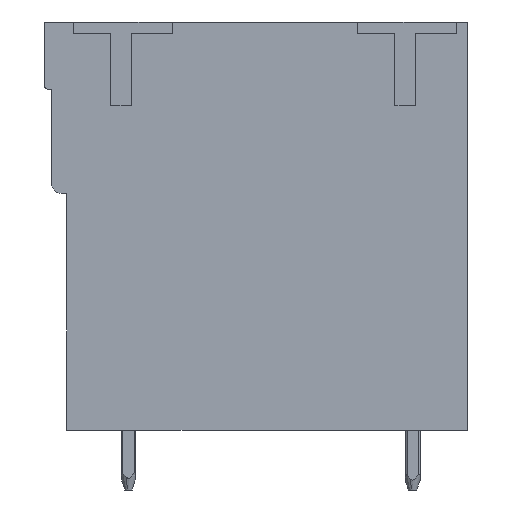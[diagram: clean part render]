
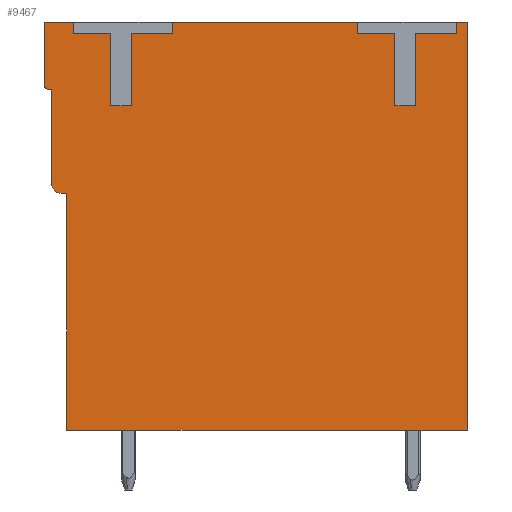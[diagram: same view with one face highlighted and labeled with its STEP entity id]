
A CAD part, left-side view. The second image highlights one B-rep face of the part: STEP entity #9467.
In plain terms, the highlighted planar face has unit normal (-1, 0, 0).
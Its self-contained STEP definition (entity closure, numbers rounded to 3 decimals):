
#9366=AXIS2_PLACEMENT_3D('Plane Axis2P3D',#9363,#9364,#9365) ;
#9380=AXIS2_PLACEMENT_3D('Circle Axis2P3D',#9378,#9379,$) ;
#9401=AXIS2_PLACEMENT_3D('Circle Axis2P3D',#9399,#9400,$) ;
#8656=CARTESIAN_POINT('Vertex',(0.3,5.9,24.5)) ;
#8661=CARTESIAN_POINT('Line Origine',(0.3,4.9,24.5)) ;
#8665=CARTESIAN_POINT('Vertex',(0.3,3.9,24.5)) ;
#8755=CARTESIAN_POINT('Line Origine',(0.3,3.9,22.55)) ;
#8759=CARTESIAN_POINT('Vertex',(0.3,3.9,20.6)) ;
#8783=CARTESIAN_POINT('Vertex',(0.3,5.9,25.1)) ;
#8786=CARTESIAN_POINT('Line Origine',(0.3,5.9,24.8)) ;
#8803=CARTESIAN_POINT('Line Origine',(0.3,3.35,20.6)) ;
#8807=CARTESIAN_POINT('Vertex',(0.3,2.8,20.6)) ;
#8827=CARTESIAN_POINT('Line Origine',(0.3,2.8,22.55)) ;
#8831=CARTESIAN_POINT('Vertex',(0.3,2.8,24.5)) ;
#8846=CARTESIAN_POINT('Line Origine',(0.3,1.7,24.5)) ;
#8850=CARTESIAN_POINT('Vertex',(0.3,0.6,24.5)) ;
#8870=CARTESIAN_POINT('Line Origine',(0.3,0.6,24.8)) ;
#8874=CARTESIAN_POINT('Vertex',(0.3,0.6,25.1)) ;
#8893=CARTESIAN_POINT('Vertex',(0.3,21.14,24.5)) ;
#8898=CARTESIAN_POINT('Line Origine',(0.3,20.14,24.5)) ;
#8902=CARTESIAN_POINT('Vertex',(0.3,19.14,24.5)) ;
#8987=CARTESIAN_POINT('Line Origine',(0.3,19.14,22.55)) ;
#8991=CARTESIAN_POINT('Vertex',(0.3,19.14,20.6)) ;
#9015=CARTESIAN_POINT('Vertex',(0.3,21.14,25.1)) ;
#9018=CARTESIAN_POINT('Line Origine',(0.3,21.14,24.8)) ;
#9030=CARTESIAN_POINT('Line Origine',(0.3,18.59,20.6)) ;
#9034=CARTESIAN_POINT('Vertex',(0.3,18.04,20.6)) ;
#9054=CARTESIAN_POINT('Line Origine',(0.3,18.04,22.55)) ;
#9058=CARTESIAN_POINT('Vertex',(0.3,18.04,24.5)) ;
#9073=CARTESIAN_POINT('Line Origine',(0.3,16.94,24.5)) ;
#9077=CARTESIAN_POINT('Vertex',(0.3,15.84,24.5)) ;
#9097=CARTESIAN_POINT('Line Origine',(0.3,15.84,24.8)) ;
#9101=CARTESIAN_POINT('Vertex',(0.3,15.84,25.1)) ;
#9341=CARTESIAN_POINT('Vertex',(0.3,22.7,21.7)) ;
#9344=CARTESIAN_POINT('Line Origine',(0.3,22.7,23.4)) ;
#9348=CARTESIAN_POINT('Vertex',(0.3,22.7,25.1)) ;
#9363=CARTESIAN_POINT('Axis2P3D Location',(0.3,0.,0.)) ;
#9368=CARTESIAN_POINT('Line Origine',(0.3,10.87,25.1)) ;
#9373=CARTESIAN_POINT('Line Origine',(0.3,21.92,25.1)) ;
#9378=CARTESIAN_POINT('Axis2P3D Location',(0.3,22.5,21.7)) ;
#9382=CARTESIAN_POINT('Vertex',(0.3,22.5,21.5)) ;
#9385=CARTESIAN_POINT('Line Origine',(0.3,22.4,21.5)) ;
#9389=CARTESIAN_POINT('Vertex',(0.3,22.3,21.5)) ;
#9392=CARTESIAN_POINT('Line Origine',(0.3,22.3,18.95)) ;
#9396=CARTESIAN_POINT('Vertex',(0.3,22.3,16.4)) ;
#9399=CARTESIAN_POINT('Axis2P3D Location',(0.3,21.8,16.4)) ;
#9403=CARTESIAN_POINT('Vertex',(0.3,21.8,15.9)) ;
#9406=CARTESIAN_POINT('Line Origine',(0.3,21.65,15.9)) ;
#9410=CARTESIAN_POINT('Vertex',(0.3,21.5,15.9)) ;
#9413=CARTESIAN_POINT('Line Origine',(0.3,21.5,9.55)) ;
#9417=CARTESIAN_POINT('Vertex',(0.3,21.5,3.2)) ;
#9420=CARTESIAN_POINT('Line Origine',(0.3,10.75,3.2)) ;
#9424=CARTESIAN_POINT('Vertex',(0.3,0.,3.2)) ;
#9427=CARTESIAN_POINT('Line Origine',(0.3,0.,14.15)) ;
#9431=CARTESIAN_POINT('Vertex',(0.3,0.,25.1)) ;
#9434=CARTESIAN_POINT('Line Origine',(0.3,0.3,25.1)) ;
#8662=DIRECTION('Vector Direction',(0.,1.,0.)) ;
#8756=DIRECTION('Vector Direction',(0.,0.,1.)) ;
#8787=DIRECTION('Vector Direction',(0.,0.,1.)) ;
#8804=DIRECTION('Vector Direction',(0.,1.,0.)) ;
#8828=DIRECTION('Vector Direction',(0.,0.,-1.)) ;
#8847=DIRECTION('Vector Direction',(0.,1.,0.)) ;
#8871=DIRECTION('Vector Direction',(0.,0.,-1.)) ;
#8899=DIRECTION('Vector Direction',(0.,1.,0.)) ;
#8988=DIRECTION('Vector Direction',(0.,0.,1.)) ;
#9019=DIRECTION('Vector Direction',(0.,0.,1.)) ;
#9031=DIRECTION('Vector Direction',(0.,1.,0.)) ;
#9055=DIRECTION('Vector Direction',(0.,0.,-1.)) ;
#9074=DIRECTION('Vector Direction',(0.,1.,0.)) ;
#9098=DIRECTION('Vector Direction',(0.,0.,-1.)) ;
#9345=DIRECTION('Vector Direction',(0.,0.,1.)) ;
#9364=DIRECTION('Axis2P3D Direction',(-1.,0.,0.)) ;
#9365=DIRECTION('Axis2P3D XDirection',(0.,0.,1.)) ;
#9369=DIRECTION('Vector Direction',(0.,-1.,0.)) ;
#9374=DIRECTION('Vector Direction',(0.,-1.,0.)) ;
#9379=DIRECTION('Axis2P3D Direction',(-1.,0.,0.)) ;
#9386=DIRECTION('Vector Direction',(0.,1.,0.)) ;
#9393=DIRECTION('Vector Direction',(0.,0.,1.)) ;
#9400=DIRECTION('Axis2P3D Direction',(-1.,0.,0.)) ;
#9407=DIRECTION('Vector Direction',(0.,1.,0.)) ;
#9414=DIRECTION('Vector Direction',(0.,0.,1.)) ;
#9421=DIRECTION('Vector Direction',(0.,1.,0.)) ;
#9428=DIRECTION('Vector Direction',(0.,0.,-1.)) ;
#9435=DIRECTION('Vector Direction',(0.,-1.,0.)) ;
#8663=VECTOR('Line Direction',#8662,1.) ;
#8757=VECTOR('Line Direction',#8756,1.) ;
#8788=VECTOR('Line Direction',#8787,1.) ;
#8805=VECTOR('Line Direction',#8804,1.) ;
#8829=VECTOR('Line Direction',#8828,1.) ;
#8848=VECTOR('Line Direction',#8847,1.) ;
#8872=VECTOR('Line Direction',#8871,1.) ;
#8900=VECTOR('Line Direction',#8899,1.) ;
#8989=VECTOR('Line Direction',#8988,1.) ;
#9020=VECTOR('Line Direction',#9019,1.) ;
#9032=VECTOR('Line Direction',#9031,1.) ;
#9056=VECTOR('Line Direction',#9055,1.) ;
#9075=VECTOR('Line Direction',#9074,1.) ;
#9099=VECTOR('Line Direction',#9098,1.) ;
#9346=VECTOR('Line Direction',#9345,1.) ;
#9370=VECTOR('Line Direction',#9369,1.) ;
#9375=VECTOR('Line Direction',#9374,1.) ;
#9387=VECTOR('Line Direction',#9386,1.) ;
#9394=VECTOR('Line Direction',#9393,1.) ;
#9408=VECTOR('Line Direction',#9407,1.) ;
#9415=VECTOR('Line Direction',#9414,1.) ;
#9422=VECTOR('Line Direction',#9421,1.) ;
#9429=VECTOR('Line Direction',#9428,1.) ;
#9436=VECTOR('Line Direction',#9435,1.) ;
#9440=ORIENTED_EDGE('',*,*,#9372,.T.) ;
#9441=ORIENTED_EDGE('',*,*,#9103,.F.) ;
#9442=ORIENTED_EDGE('',*,*,#9079,.F.) ;
#9443=ORIENTED_EDGE('',*,*,#9060,.F.) ;
#9444=ORIENTED_EDGE('',*,*,#9036,.F.) ;
#9445=ORIENTED_EDGE('',*,*,#8993,.F.) ;
#9446=ORIENTED_EDGE('',*,*,#8904,.F.) ;
#9447=ORIENTED_EDGE('',*,*,#9022,.F.) ;
#9448=ORIENTED_EDGE('',*,*,#9377,.T.) ;
#9449=ORIENTED_EDGE('',*,*,#9350,.T.) ;
#9450=ORIENTED_EDGE('',*,*,#9384,.T.) ;
#9451=ORIENTED_EDGE('',*,*,#9391,.T.) ;
#9452=ORIENTED_EDGE('',*,*,#9398,.T.) ;
#9453=ORIENTED_EDGE('',*,*,#9405,.T.) ;
#9454=ORIENTED_EDGE('',*,*,#9412,.T.) ;
#9455=ORIENTED_EDGE('',*,*,#9419,.T.) ;
#9456=ORIENTED_EDGE('',*,*,#9426,.T.) ;
#9457=ORIENTED_EDGE('',*,*,#9433,.T.) ;
#9458=ORIENTED_EDGE('',*,*,#9438,.T.) ;
#9459=ORIENTED_EDGE('',*,*,#8876,.F.) ;
#9460=ORIENTED_EDGE('',*,*,#8852,.F.) ;
#9461=ORIENTED_EDGE('',*,*,#8833,.F.) ;
#9462=ORIENTED_EDGE('',*,*,#8809,.F.) ;
#9463=ORIENTED_EDGE('',*,*,#8761,.F.) ;
#9464=ORIENTED_EDGE('',*,*,#8667,.F.) ;
#9465=ORIENTED_EDGE('',*,*,#8790,.F.) ;
#9467=ADVANCED_FACE('HOUSING',(#9466),#9367,.T.) ;
#9381=CIRCLE('generated circle',#9380,0.2) ;
#9402=CIRCLE('generated circle',#9401,0.5) ;
#8667=EDGE_CURVE('',#8657,#8666,#8664,.F.) ;
#8761=EDGE_CURVE('',#8666,#8760,#8758,.F.) ;
#8790=EDGE_CURVE('',#8784,#8657,#8789,.F.) ;
#8809=EDGE_CURVE('',#8760,#8808,#8806,.F.) ;
#8833=EDGE_CURVE('',#8808,#8832,#8830,.F.) ;
#8852=EDGE_CURVE('',#8832,#8851,#8849,.F.) ;
#8876=EDGE_CURVE('',#8851,#8875,#8873,.F.) ;
#8904=EDGE_CURVE('',#8894,#8903,#8901,.F.) ;
#8993=EDGE_CURVE('',#8903,#8992,#8990,.F.) ;
#9022=EDGE_CURVE('',#9016,#8894,#9021,.F.) ;
#9036=EDGE_CURVE('',#8992,#9035,#9033,.F.) ;
#9060=EDGE_CURVE('',#9035,#9059,#9057,.F.) ;
#9079=EDGE_CURVE('',#9059,#9078,#9076,.F.) ;
#9103=EDGE_CURVE('',#9078,#9102,#9100,.F.) ;
#9350=EDGE_CURVE('',#9349,#9342,#9347,.F.) ;
#9372=EDGE_CURVE('',#8784,#9102,#9371,.F.) ;
#9377=EDGE_CURVE('',#9016,#9349,#9376,.F.) ;
#9384=EDGE_CURVE('',#9342,#9383,#9381,.T.) ;
#9391=EDGE_CURVE('',#9383,#9390,#9388,.F.) ;
#9398=EDGE_CURVE('',#9390,#9397,#9395,.F.) ;
#9405=EDGE_CURVE('',#9397,#9404,#9402,.T.) ;
#9412=EDGE_CURVE('',#9404,#9411,#9409,.F.) ;
#9419=EDGE_CURVE('',#9411,#9418,#9416,.F.) ;
#9426=EDGE_CURVE('',#9418,#9425,#9423,.F.) ;
#9433=EDGE_CURVE('',#9425,#9432,#9430,.F.) ;
#9438=EDGE_CURVE('',#9432,#8875,#9437,.F.) ;
#9439=EDGE_LOOP('',(#9440,#9441,#9442,#9443,#9444,#9445,#9446,#9447,#9448,#9449,#9450,#9451,#9452,#9453,#9454,#9455,#9456,#9457,#9458,#9459,#9460,#9461,#9462,#9463,#9464,#9465)) ;
#9466=FACE_OUTER_BOUND('',#9439,.T.) ;
#8664=LINE('Line',#8661,#8663) ;
#8758=LINE('Line',#8755,#8757) ;
#8789=LINE('Line',#8786,#8788) ;
#8806=LINE('Line',#8803,#8805) ;
#8830=LINE('Line',#8827,#8829) ;
#8849=LINE('Line',#8846,#8848) ;
#8873=LINE('Line',#8870,#8872) ;
#8901=LINE('Line',#8898,#8900) ;
#8990=LINE('Line',#8987,#8989) ;
#9021=LINE('Line',#9018,#9020) ;
#9033=LINE('Line',#9030,#9032) ;
#9057=LINE('Line',#9054,#9056) ;
#9076=LINE('Line',#9073,#9075) ;
#9100=LINE('Line',#9097,#9099) ;
#9347=LINE('Line',#9344,#9346) ;
#9371=LINE('Line',#9368,#9370) ;
#9376=LINE('Line',#9373,#9375) ;
#9388=LINE('Line',#9385,#9387) ;
#9395=LINE('Line',#9392,#9394) ;
#9409=LINE('Line',#9406,#9408) ;
#9416=LINE('Line',#9413,#9415) ;
#9423=LINE('Line',#9420,#9422) ;
#9430=LINE('Line',#9427,#9429) ;
#9437=LINE('Line',#9434,#9436) ;
#9367=PLANE('',#9366) ;
#8657=VERTEX_POINT('',#8656) ;
#8666=VERTEX_POINT('',#8665) ;
#8760=VERTEX_POINT('',#8759) ;
#8784=VERTEX_POINT('',#8783) ;
#8808=VERTEX_POINT('',#8807) ;
#8832=VERTEX_POINT('',#8831) ;
#8851=VERTEX_POINT('',#8850) ;
#8875=VERTEX_POINT('',#8874) ;
#8894=VERTEX_POINT('',#8893) ;
#8903=VERTEX_POINT('',#8902) ;
#8992=VERTEX_POINT('',#8991) ;
#9016=VERTEX_POINT('',#9015) ;
#9035=VERTEX_POINT('',#9034) ;
#9059=VERTEX_POINT('',#9058) ;
#9078=VERTEX_POINT('',#9077) ;
#9102=VERTEX_POINT('',#9101) ;
#9342=VERTEX_POINT('',#9341) ;
#9349=VERTEX_POINT('',#9348) ;
#9383=VERTEX_POINT('',#9382) ;
#9390=VERTEX_POINT('',#9389) ;
#9397=VERTEX_POINT('',#9396) ;
#9404=VERTEX_POINT('',#9403) ;
#9411=VERTEX_POINT('',#9410) ;
#9418=VERTEX_POINT('',#9417) ;
#9425=VERTEX_POINT('',#9424) ;
#9432=VERTEX_POINT('',#9431) ;
